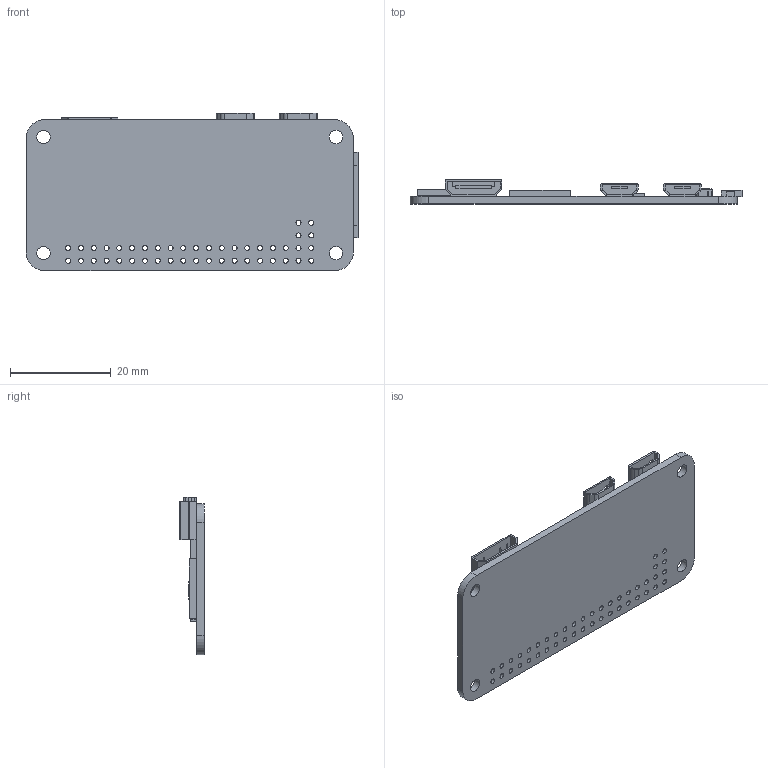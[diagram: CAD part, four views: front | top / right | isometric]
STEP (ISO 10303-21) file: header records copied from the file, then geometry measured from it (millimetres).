
FILE_DESCRIPTION(/* description */ (''),/* implementation_level */ '2;1');
FILE_NAME(/* name */ 'RaspberryPiZeroW v1(1).step',/* time_stamp */ '2018-08-03T23:07:05+02:00',/* author */ ('jonasZUZ5J'),/* organization */ (''),/* preprocessor_version */ 'ST-DEVELOPER v17',/* originating_system */ 'Autodesk Translation Framework v7.1.0.215',/* authorisation */ '');
FILE_SCHEMA (('AUTOMOTIVE_DESIGN { 1 0 10303 214 3 1 1 }'));
Length unit declared in the file: millimetre
Products named in the file (1): RaspberryPiZeroW v1(1)
Bounding box: 65.9 x 4.8 x 31.25 mm (x, y, z)
Volume: 3271.4 mm3; surface area: 5741.1 mm2
Topology: 2 solids, 2 shells, 316 faces, 966 edges, 664 vertices
Faces by surface type: plane 200, cylinder 108, sphere 8
Full cylindrical faces by diameter (mm): 1 x44, 2.65 x4, 6 x4
Entity records: 11482 total; most frequent: CARTESIAN_POINT 1943, ORIENTED_EDGE 1924, DIRECTION 1915, EDGE_CURVE 962, VERTEX_POINT 664, LINE 643, VECTOR 643, AXIS2_PLACEMENT_3D 636
